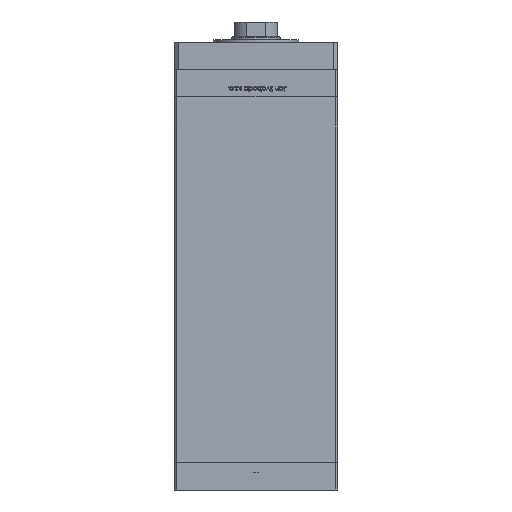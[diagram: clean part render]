
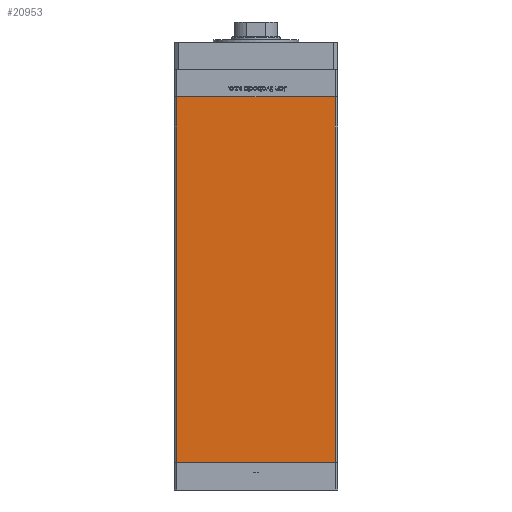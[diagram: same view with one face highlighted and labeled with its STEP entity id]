
A CAD part, front view. The second image highlights one B-rep face of the part: STEP entity #20953.
In plain terms, the highlighted planar face has unit normal (0, -1, 0).
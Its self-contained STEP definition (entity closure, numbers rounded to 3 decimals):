
#342 = CARTESIAN_POINT ( 'NONE',  ( -58., -51., 268.5 ) ) ;
#1150 = CARTESIAN_POINT ( 'NONE',  ( -58., -51., 268.5 ) ) ;
#3941 = LINE ( 'NONE', #16304, #49431 ) ;
#4810 = ORIENTED_EDGE ( 'NONE', *, *, #54816, .F. ) ;
#7318 = CARTESIAN_POINT ( 'NONE',  ( -58., -51., 268.5 ) ) ;
#8017 = CARTESIAN_POINT ( 'NONE',  ( -58., -51., 0. ) ) ;
#8182 = DIRECTION ( 'NONE',  ( 0., 1., 0. ) ) ;
#11712 = DIRECTION ( 'NONE',  ( 0., 0., 1. ) ) ;
#12088 = EDGE_CURVE ( 'NONE', #20657, #26952, #3941, .T. ) ;
#14583 = ORIENTED_EDGE ( 'NONE', *, *, #33377, .T. ) ;
#16304 = CARTESIAN_POINT ( 'NONE',  ( 58., -51., 268.5 ) ) ;
#18556 = LINE ( 'NONE', #342, #28601 ) ;
#20657 = VERTEX_POINT ( 'NONE', #25000 ) ;
#20953 = ADVANCED_FACE ( 'NONE', ( #21407 ), #29906, .F. ) ;
#21407 = FACE_OUTER_BOUND ( 'NONE', #33457, .T. ) ;
#22179 = ORIENTED_EDGE ( 'NONE', *, *, #12088, .F. ) ;
#22945 = DIRECTION ( 'NONE',  ( 1., 0., 0. ) ) ;
#23110 = CARTESIAN_POINT ( 'NONE',  ( -58., -51., 268.5 ) ) ;
#23511 = ORIENTED_EDGE ( 'NONE', *, *, #33806, .T. ) ;
#25000 = CARTESIAN_POINT ( 'NONE',  ( 58., -51., 268.5 ) ) ;
#26952 = VERTEX_POINT ( 'NONE', #49645 ) ;
#28601 = VECTOR ( 'NONE', #22945, 1000. ) ;
#28755 = VERTEX_POINT ( 'NONE', #1150 ) ;
#29906 = PLANE ( 'NONE',  #32928 ) ;
#32928 = AXIS2_PLACEMENT_3D ( 'NONE', #7318, #8182, #11712 ) ;
#33377 = EDGE_CURVE ( 'NONE', #42476, #26952, #53176, .T. ) ;
#33457 = EDGE_LOOP ( 'NONE', ( #14583, #22179, #4810, #23511 ) ) ;
#33806 = EDGE_CURVE ( 'NONE', #28755, #42476, #50059, .T. ) ;
#39071 = VECTOR ( 'NONE', #50935, 1000. ) ;
#39105 = DIRECTION ( 'NONE',  ( 1., 0., 0. ) ) ;
#39711 = CARTESIAN_POINT ( 'NONE',  ( -58., -51., 0. ) ) ;
#39988 = VECTOR ( 'NONE', #39105, 1000. ) ;
#42476 = VERTEX_POINT ( 'NONE', #39711 ) ;
#49431 = VECTOR ( 'NONE', #57623, 1000. ) ;
#49645 = CARTESIAN_POINT ( 'NONE',  ( 58., -51., 0. ) ) ;
#50059 = LINE ( 'NONE', #23110, #39071 ) ;
#50935 = DIRECTION ( 'NONE',  ( 0., 0., -1. ) ) ;
#53176 = LINE ( 'NONE', #8017, #39988 ) ;
#54816 = EDGE_CURVE ( 'NONE', #28755, #20657, #18556, .T. ) ;
#57623 = DIRECTION ( 'NONE',  ( 0., 0., -1. ) ) ;
